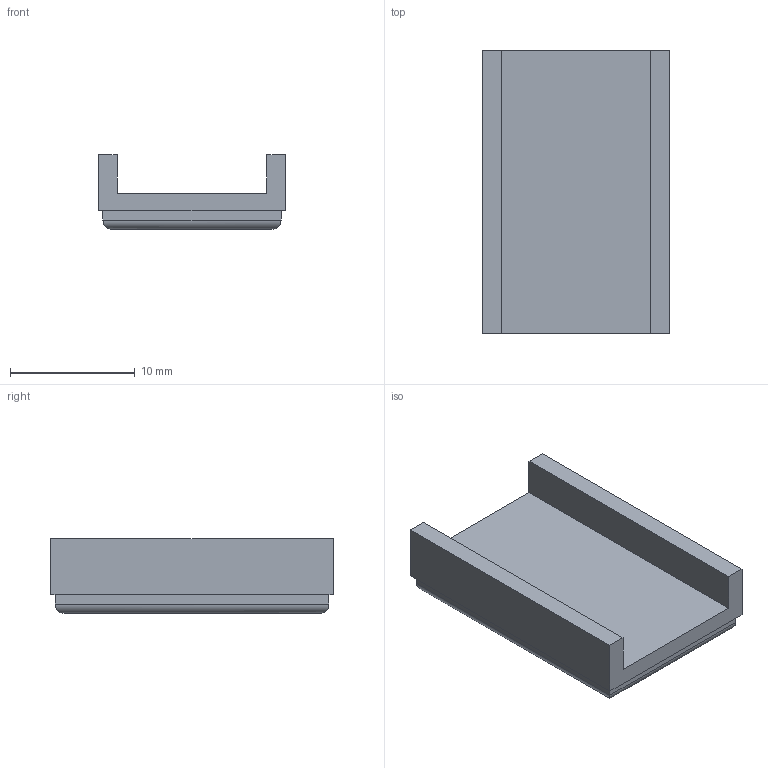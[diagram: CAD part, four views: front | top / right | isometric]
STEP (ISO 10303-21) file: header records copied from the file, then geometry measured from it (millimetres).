
FILE_DESCRIPTION(('FreeCAD Model'),'2;1');
FILE_NAME('Open CASCADE Shape Model','2024-04-03T14:55:54',(''),(''), 'Open CASCADE STEP processor 7.6','FreeCAD','Unknown');
FILE_SCHEMA(('AUTOMOTIVE_DESIGN { 1 0 10303 214 1 1 1 1 }'));
Length unit declared in the file: millimetre
Products named in the file (1): USB valve - DISP Support
Bounding box: 15 x 22.7 x 6 mm (x, y, z)
Volume: 780.3 mm3; surface area: 1268.6 mm2
Topology: 1 solids, 1 shells, 31 faces, 72 edges, 44 vertices
Faces by surface type: plane 27, cylinder 4
Entity records: 876 total; most frequent: CARTESIAN_POINT 148, ORIENTED_EDGE 144, DIRECTION 140, EDGE_CURVE 72, LINE 68, VECTOR 68, VERTEX_POINT 44, AXIS2_PLACEMENT_3D 36
